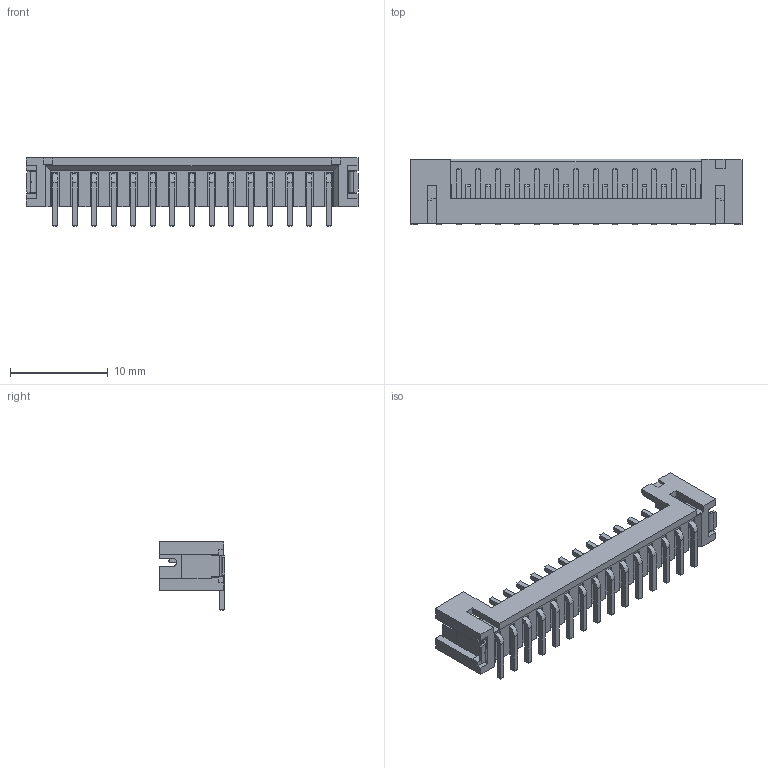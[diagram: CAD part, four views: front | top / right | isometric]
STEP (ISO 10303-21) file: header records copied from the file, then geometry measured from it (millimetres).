
FILE_DESCRIPTION (( 'STEP AP214' ), '1' );
FILE_NAME ('JST-B15B-PH-SM4-TB.STEP', '2020-12-29T21:53:36', ( '' ), ( '' ), 'SwSTEP 2.0', 'SolidWorks 2020', '' );
FILE_SCHEMA (( 'AUTOMOTIVE_DESIGN' ));
Length unit declared in the file: millimetre
Products named in the file (1): JST-B15B-PH-SM4-TB
Bounding box: 33.95 x 6.72 x 7 mm (x, y, z)
Volume: 519.7 mm3; surface area: 1271.3 mm2
Topology: 1 solids, 1 shells, 640 faces, 1628 edges, 1016 vertices
Faces by surface type: plane 572, bspline 60, cylinder 8
Entity records: 27581 total; most frequent: CARTESIAN_POINT 5405, ORIENTED_EDGE 3256, DIRECTION 2864, EDGE_CURVE 1628, VECTOR 1550, LINE 1550, VERTEX_POINT 1016, EDGE_LOOP 670
